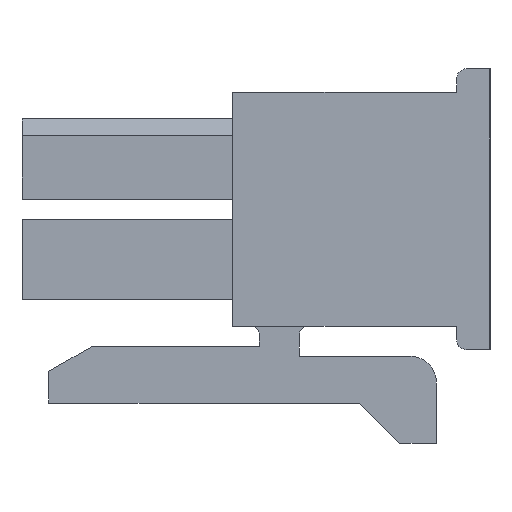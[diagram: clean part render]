
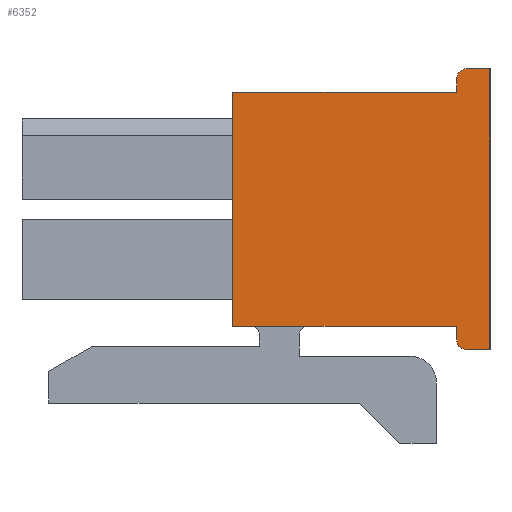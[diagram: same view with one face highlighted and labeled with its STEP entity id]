
A CAD part, left-side view. The second image highlights one B-rep face of the part: STEP entity #6352.
In plain terms, the highlighted planar face has unit normal (-1, 0, 0).
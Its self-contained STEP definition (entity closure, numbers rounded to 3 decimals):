
#504=DIRECTION('',(0.,0.,1.));
#505=VECTOR('',#504,7.);
#506=CARTESIAN_POINT('',(-16.925,7.7,-3.5));
#507=LINE('',#506,#505);
#872=CARTESIAN_POINT('',(-16.925,0.7,3.9));
#873=DIRECTION('',(-1.,0.,0.));
#874=DIRECTION('',(0.,0.,1.));
#875=AXIS2_PLACEMENT_3D('',#872,#873,#874);
#877=DIRECTION('',(0.,0.,-1.));
#878=VECTOR('',#877,8.4);
#879=CARTESIAN_POINT('',(-16.925,0.,4.2));
#880=LINE('',#879,#878);
#881=DIRECTION('',(0.,1.,0.));
#882=VECTOR('',#881,0.7);
#883=CARTESIAN_POINT('',(-16.925,0.,-4.2));
#884=LINE('',#883,#882);
#885=CARTESIAN_POINT('',(-16.925,0.7,-3.9));
#886=DIRECTION('',(-1.,0.,0.));
#887=DIRECTION('',(0.,1.,0.));
#888=AXIS2_PLACEMENT_3D('',#885,#886,#887);
#890=DIRECTION('',(0.,1.,0.));
#891=VECTOR('',#890,6.7);
#892=CARTESIAN_POINT('',(-16.925,1.,-3.5));
#893=LINE('',#892,#891);
#898=DIRECTION('',(0.,0.,1.));
#899=VECTOR('',#898,0.4);
#900=CARTESIAN_POINT('',(-16.925,1.,3.5));
#901=LINE('',#900,#899);
#926=DIRECTION('',(0.,0.,1.));
#927=VECTOR('',#926,0.4);
#928=CARTESIAN_POINT('',(-16.925,1.,-3.9));
#929=LINE('',#928,#927);
#934=DIRECTION('',(0.,1.,0.));
#935=VECTOR('',#934,0.7);
#936=CARTESIAN_POINT('',(-16.925,0.,4.2));
#937=LINE('',#936,#935);
#964=DIRECTION('',(0.,1.,0.));
#965=VECTOR('',#964,6.7);
#966=CARTESIAN_POINT('',(-16.925,1.,3.5));
#967=LINE('',#966,#965);
#4220=CARTESIAN_POINT('',(-16.925,7.7,-3.5));
#4221=CARTESIAN_POINT('',(-16.925,7.7,3.5));
#4222=VERTEX_POINT('',#4220);
#4223=VERTEX_POINT('',#4221);
#4228=CARTESIAN_POINT('',(-16.925,0.,4.2));
#4230=VERTEX_POINT('',#4228);
#4232=CARTESIAN_POINT('',(-16.925,1.,3.5));
#4234=VERTEX_POINT('',#4232);
#4240=CARTESIAN_POINT('',(-16.925,1.,-3.5));
#4241=VERTEX_POINT('',#4240);
#4246=CARTESIAN_POINT('',(-16.925,0.,-4.2));
#4247=VERTEX_POINT('',#4246);
#4638=CARTESIAN_POINT('',(-16.925,0.7,4.2));
#4640=VERTEX_POINT('',#4638);
#4642=CARTESIAN_POINT('',(-16.925,1.,3.9));
#4644=VERTEX_POINT('',#4642);
#4661=CARTESIAN_POINT('',(-16.925,1.,-3.9));
#4663=VERTEX_POINT('',#4661);
#4665=CARTESIAN_POINT('',(-16.925,0.7,-4.2));
#4667=VERTEX_POINT('',#4665);
#6327=CARTESIAN_POINT('',(-16.925,0.,-3.5));
#6328=DIRECTION('',(-1.,0.,0.));
#6329=DIRECTION('',(0.,0.,1.));
#6330=AXIS2_PLACEMENT_3D('',#6327,#6328,#6329);
#6331=PLANE('',#6330);
#6333=ORIENTED_EDGE('',*,*,#6332,.T.);
#6335=ORIENTED_EDGE('',*,*,#6334,.F.);
#6337=ORIENTED_EDGE('',*,*,#6336,.F.);
#6338=ORIENTED_EDGE('',*,*,#5629,.T.);
#6340=ORIENTED_EDGE('',*,*,#6339,.T.);
#6342=ORIENTED_EDGE('',*,*,#6341,.F.);
#6344=ORIENTED_EDGE('',*,*,#6343,.T.);
#6346=ORIENTED_EDGE('',*,*,#6345,.T.);
#6347=ORIENTED_EDGE('',*,*,#6055,.T.);
#6349=ORIENTED_EDGE('',*,*,#6348,.F.);
#6350=EDGE_LOOP('',(#6333,#6335,#6337,#6338,#6340,#6342,#6344,#6346,#6347,
#6349));
#6351=FACE_OUTER_BOUND('',#6350,.F.);
#876=CIRCLE('',#875,0.3);
#889=CIRCLE('',#888,0.3);
#5629=EDGE_CURVE('',#4230,#4247,#880,.T.);
#6055=EDGE_CURVE('',#4222,#4223,#507,.T.);
#6332=EDGE_CURVE('',#4234,#4644,#901,.T.);
#6334=EDGE_CURVE('',#4640,#4644,#876,.T.);
#6336=EDGE_CURVE('',#4230,#4640,#937,.T.);
#6339=EDGE_CURVE('',#4247,#4667,#884,.T.);
#6341=EDGE_CURVE('',#4663,#4667,#889,.T.);
#6343=EDGE_CURVE('',#4663,#4241,#929,.T.);
#6345=EDGE_CURVE('',#4241,#4222,#893,.T.);
#6348=EDGE_CURVE('',#4234,#4223,#967,.T.);
#6352=ADVANCED_FACE('',(#6351),#6331,.T.);
